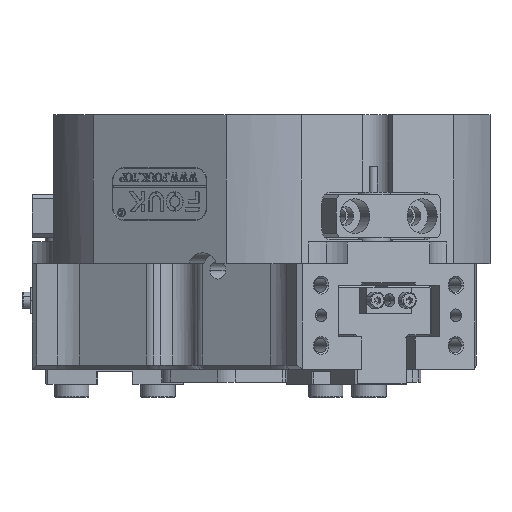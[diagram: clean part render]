
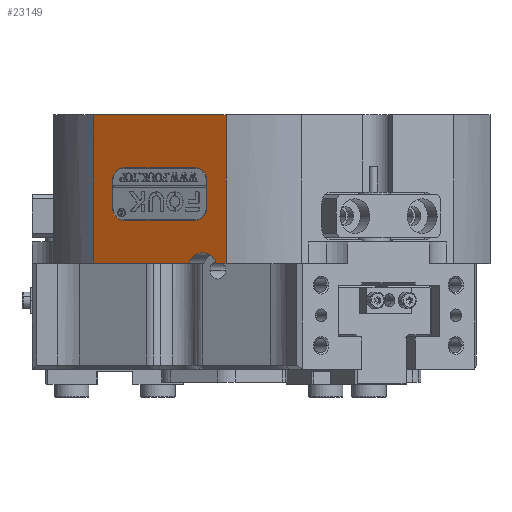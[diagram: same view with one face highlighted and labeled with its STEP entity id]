
A CAD part, front view. The second image highlights one B-rep face of the part: STEP entity #23149.
In plain terms, the highlighted planar face has unit normal (-0.5, -0.866, 0).
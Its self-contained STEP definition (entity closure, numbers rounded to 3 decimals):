
#561 = EDGE_LOOP ( 'NONE', ( #26597, #30945, #26319, #42615, #45250, #42715, #39269, #3536 ) ) ;
#1724 = CARTESIAN_POINT ( 'NONE',  ( -34.394, -39.279, 157.128 ) ) ;
#1889 = DIRECTION ( 'NONE',  ( -0.866, 0.5, 0. ) ) ;
#1959 = CIRCLE ( 'NONE', #19724, 3. ) ;
#2231 = LINE ( 'NONE', #13800, #20351 ) ;
#2809 = EDGE_CURVE ( 'NONE', #3994, #42187, #5939, .T. ) ;
#3370 = EDGE_LOOP ( 'NONE', ( #11036, #40335, #18528, #33706, #34991, #11156 ) ) ;
#3536 = ORIENTED_EDGE ( 'NONE', *, *, #8821, .F. ) ;
#3994 = VERTEX_POINT ( 'NONE', #43179 ) ;
#4197 = VECTOR ( 'NONE', #29160, 1000. ) ;
#4622 = CARTESIAN_POINT ( 'NONE',  ( -7.767, -54.651, 172.628 ) ) ;
#5076 = VERTEX_POINT ( 'NONE', #33372 ) ;
#5129 = EDGE_CURVE ( 'NONE', #15880, #32780, #40397, .T. ) ;
#5150 = CARTESIAN_POINT ( 'NONE',  ( -26.08, -44.079, 141.828 ) ) ;
#5233 = DIRECTION ( 'NONE',  ( 0.5, 0.866, 0. ) ) ;
#5448 = LINE ( 'NONE', #10265, #41759 ) ;
#5939 = LINE ( 'NONE', #38722, #20723 ) ;
#6556 = LINE ( 'NONE', #11458, #32889 ) ;
#6879 = VERTEX_POINT ( 'NONE', #8211 ) ;
#6950 = CIRCLE ( 'NONE', #19915, 3. ) ;
#7324 = DIRECTION ( 'NONE',  ( -0.5, -0.866, 0. ) ) ;
#8211 = CARTESIAN_POINT ( 'NONE',  ( -26.08, -44.079, 132.628 ) ) ;
#8232 = CARTESIAN_POINT ( 'NONE',  ( -23.482, -45.579, 141.828 ) ) ;
#8643 = CARTESIAN_POINT ( 'NONE',  ( -24.435, -45.029, 121.128 ) ) ;
#8821 = EDGE_CURVE ( 'NONE', #19892, #27546, #16898, .T. ) ;
#9612 = AXIS2_PLACEMENT_3D ( 'NONE', #4622, #5233, #11969 ) ;
#10265 = CARTESIAN_POINT ( 'NONE',  ( -45.306, -32.979, 141.828 ) ) ;
#10987 = DIRECTION ( 'NONE',  ( 0.866, -0.5, 0. ) ) ;
#11036 = ORIENTED_EDGE ( 'NONE', *, *, #17054, .F. ) ;
#11081 = CARTESIAN_POINT ( 'NONE',  ( -42.708, -34.479, 132.628 ) ) ;
#11156 = ORIENTED_EDGE ( 'NONE', *, *, #30419, .T. ) ;
#11331 = VERTEX_POINT ( 'NONE', #42008 ) ;
#11458 = CARTESIAN_POINT ( 'NONE',  ( -42.708, -34.479, 132.628 ) ) ;
#11753 = DIRECTION ( 'NONE',  ( 0., 0., 1. ) ) ;
#11969 = DIRECTION ( 'NONE',  ( 0.866, -0.5, 0. ) ) ;
#12036 = DIRECTION ( 'NONE',  ( -0.5, -0.866, 0. ) ) ;
#12228 = EDGE_CURVE ( 'NONE', #3994, #15880, #36486, .T. ) ;
#13800 = CARTESIAN_POINT ( 'NONE',  ( -49.764, -30.405, 98.128 ) ) ;
#15003 = DIRECTION ( 'NONE',  ( 0., 0., 1. ) ) ;
#15654 = AXIS2_PLACEMENT_3D ( 'NONE', #30933, #16919, #20285 ) ;
#15880 = VERTEX_POINT ( 'NONE', #28803 ) ;
#16177 = CIRCLE ( 'NONE', #22692, 4. ) ;
#16799 = LINE ( 'NONE', #8232, #24507 ) ;
#16898 = CIRCLE ( 'NONE', #42681, 3. ) ;
#16919 = DIRECTION ( 'NONE',  ( -0.5, -0.866, 0. ) ) ;
#17054 = EDGE_CURVE ( 'NONE', #18247, #29738, #37192, .T. ) ;
#17604 = DIRECTION ( 'NONE',  ( -0.866, 0.5, 0. ) ) ;
#18058 = EDGE_CURVE ( 'NONE', #42187, #18247, #16177, .T. ) ;
#18188 = DIRECTION ( 'NONE',  ( -0.5, -0.866, 0. ) ) ;
#18247 = VERTEX_POINT ( 'NONE', #30578 ) ;
#18528 = ORIENTED_EDGE ( 'NONE', *, *, #2809, .F. ) ;
#18641 = CARTESIAN_POINT ( 'NONE',  ( -19.023, -48.153, 98.128 ) ) ;
#18907 = VERTEX_POINT ( 'NONE', #11081 ) ;
#19724 = AXIS2_PLACEMENT_3D ( 'NONE', #32344, #7324, #10987 ) ;
#19892 = VERTEX_POINT ( 'NONE', #35879 ) ;
#19915 = AXIS2_PLACEMENT_3D ( 'NONE', #5150, #12036, #29106 ) ;
#20285 = DIRECTION ( 'NONE',  ( 0.866, -0.5, 0. ) ) ;
#20351 = VECTOR ( 'NONE', #20816, 1000. ) ;
#20723 = VECTOR ( 'NONE', #17604, 1000. ) ;
#20795 = DIRECTION ( 'NONE',  ( 0., 0., -1. ) ) ;
#20816 = DIRECTION ( 'NONE',  ( 0., 0., -1. ) ) ;
#21884 = EDGE_CURVE ( 'NONE', #18907, #6879, #6556, .T. ) ;
#22692 = AXIS2_PLACEMENT_3D ( 'NONE', #8643, #33354, #26425 ) ;
#23055 = CARTESIAN_POINT ( 'NONE',  ( -49.764, -30.405, 122.628 ) ) ;
#23149 = ADVANCED_FACE ( 'NONE', ( #41836, #36315 ), #25648, .F. ) ;
#24507 = VECTOR ( 'NONE', #11753, 1000. ) ;
#25648 = PLANE ( 'NONE',  #9612 ) ;
#25940 = EDGE_CURVE ( 'NONE', #11331, #31023, #6950, .T. ) ;
#26002 = EDGE_CURVE ( 'NONE', #44644, #11331, #16799, .T. ) ;
#26261 = CARTESIAN_POINT ( 'NONE',  ( -23.482, -45.579, 135.628 ) ) ;
#26319 = ORIENTED_EDGE ( 'NONE', *, *, #26002, .F. ) ;
#26425 = DIRECTION ( 'NONE',  ( 0.866, -0.5, 0. ) ) ;
#26597 = ORIENTED_EDGE ( 'NONE', *, *, #29274, .F. ) ;
#27546 = VERTEX_POINT ( 'NONE', #38680 ) ;
#28803 = CARTESIAN_POINT ( 'NONE',  ( -19.023, -48.153, 157.128 ) ) ;
#29106 = DIRECTION ( 'NONE',  ( -0.866, 0.5, 0. ) ) ;
#29160 = DIRECTION ( 'NONE',  ( -0.866, 0.5, 0. ) ) ;
#29274 = EDGE_CURVE ( 'NONE', #31023, #19892, #43056, .T. ) ;
#29738 = VERTEX_POINT ( 'NONE', #23055 ) ;
#30419 = EDGE_CURVE ( 'NONE', #32780, #29738, #2231, .T. ) ;
#30578 = CARTESIAN_POINT ( 'NONE',  ( -27.646, -43.175, 122.628 ) ) ;
#30933 = CARTESIAN_POINT ( 'NONE',  ( -26.08, -44.079, 135.628 ) ) ;
#30945 = ORIENTED_EDGE ( 'NONE', *, *, #25940, .F. ) ;
#31023 = VERTEX_POINT ( 'NONE', #37812 ) ;
#31054 = VECTOR ( 'NONE', #1889, 1000. ) ;
#31905 = DIRECTION ( 'NONE',  ( 0.866, -0.5, 0. ) ) ;
#32344 = CARTESIAN_POINT ( 'NONE',  ( -42.708, -34.479, 135.628 ) ) ;
#32697 = CARTESIAN_POINT ( 'NONE',  ( -12.284, -52.044, 122.628 ) ) ;
#32779 = CIRCLE ( 'NONE', #15654, 3. ) ;
#32780 = VERTEX_POINT ( 'NONE', #42388 ) ;
#32889 = VECTOR ( 'NONE', #42544, 1000. ) ;
#33354 = DIRECTION ( 'NONE',  ( -0.5, -0.866, 0. ) ) ;
#33372 = CARTESIAN_POINT ( 'NONE',  ( -45.306, -32.979, 135.628 ) ) ;
#33706 = ORIENTED_EDGE ( 'NONE', *, *, #12228, .T. ) ;
#33797 = EDGE_CURVE ( 'NONE', #27546, #5076, #5448, .T. ) ;
#34991 = ORIENTED_EDGE ( 'NONE', *, *, #5129, .T. ) ;
#35879 = CARTESIAN_POINT ( 'NONE',  ( -42.708, -34.479, 144.828 ) ) ;
#36315 = FACE_OUTER_BOUND ( 'NONE', #3370, .T. ) ;
#36486 = LINE ( 'NONE', #18641, #38121 ) ;
#36978 = DIRECTION ( 'NONE',  ( -0.866, 0.5, 0. ) ) ;
#37192 = LINE ( 'NONE', #32697, #4197 ) ;
#37812 = CARTESIAN_POINT ( 'NONE',  ( -26.08, -44.079, 144.828 ) ) ;
#38121 = VECTOR ( 'NONE', #15003, 1000. ) ;
#38680 = CARTESIAN_POINT ( 'NONE',  ( -45.306, -32.979, 141.828 ) ) ;
#38722 = CARTESIAN_POINT ( 'NONE',  ( -12.284, -52.044, 122.628 ) ) ;
#39269 = ORIENTED_EDGE ( 'NONE', *, *, #33797, .F. ) ;
#39309 = CARTESIAN_POINT ( 'NONE',  ( -42.708, -34.479, 141.828 ) ) ;
#40335 = ORIENTED_EDGE ( 'NONE', *, *, #18058, .F. ) ;
#40397 = LINE ( 'NONE', #1724, #31054 ) ;
#41759 = VECTOR ( 'NONE', #20795, 1000. ) ;
#41836 = FACE_BOUND ( 'NONE', #561, .T. ) ;
#42008 = CARTESIAN_POINT ( 'NONE',  ( -23.482, -45.579, 141.828 ) ) ;
#42187 = VERTEX_POINT ( 'NONE', #42299 ) ;
#42299 = CARTESIAN_POINT ( 'NONE',  ( -21.223, -46.883, 122.628 ) ) ;
#42388 = CARTESIAN_POINT ( 'NONE',  ( -49.764, -30.405, 157.128 ) ) ;
#42544 = DIRECTION ( 'NONE',  ( 0.866, -0.5, 0. ) ) ;
#42615 = ORIENTED_EDGE ( 'NONE', *, *, #44103, .F. ) ;
#42681 = AXIS2_PLACEMENT_3D ( 'NONE', #39309, #18188, #31905 ) ;
#42715 = ORIENTED_EDGE ( 'NONE', *, *, #43773, .F. ) ;
#43056 = LINE ( 'NONE', #44073, #45276 ) ;
#43179 = CARTESIAN_POINT ( 'NONE',  ( -19.023, -48.153, 122.628 ) ) ;
#43773 = EDGE_CURVE ( 'NONE', #5076, #18907, #1959, .T. ) ;
#44073 = CARTESIAN_POINT ( 'NONE',  ( -42.708, -34.479, 144.828 ) ) ;
#44103 = EDGE_CURVE ( 'NONE', #6879, #44644, #32779, .T. ) ;
#44644 = VERTEX_POINT ( 'NONE', #26261 ) ;
#45250 = ORIENTED_EDGE ( 'NONE', *, *, #21884, .F. ) ;
#45276 = VECTOR ( 'NONE', #36978, 1000. ) ;
